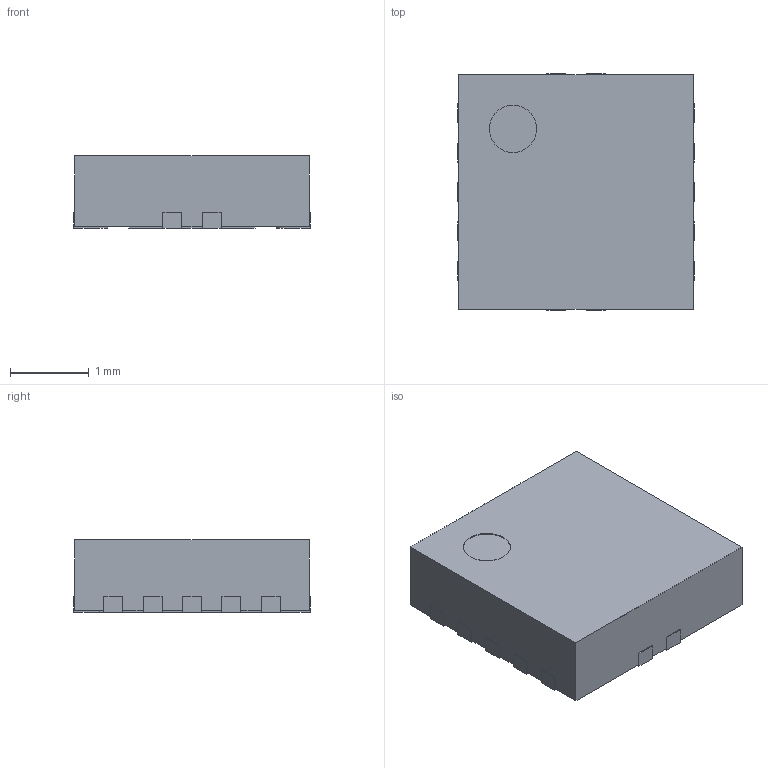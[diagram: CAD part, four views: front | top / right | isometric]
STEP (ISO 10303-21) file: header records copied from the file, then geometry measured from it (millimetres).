
FILE_DESCRIPTION(/* description */ ('model of VSON-10-1EP_3x3mm_Pitch0.5mm_ThermalPad'),/* implementation_level */ '2;1');
FILE_NAME(/* name */ 'VSON-10-1EP_3x3mm_Pitch0.5mm_ThermalPad.step',/* time_stamp */ '2017-06-20T22:27:37',/* author */ ('kicad StepUp','ksu'),/* organization */ ('FreeCAD'),/* preprocessor_version */ 'OCC',/* originating_system */ 'kicad StepUp',/* authorisation */ '');
FILE_SCHEMA(('AUTOMOTIVE_DESIGN_CC2 { 1 2 10303 214 -1 1 5 4 }'));
Length unit declared in the file: millimetre
Products named in the file (1): VSON_10_1EP_3x3mm_Pitch05mm_ThermalPad
Bounding box: 3 x 3 x 0.92 mm (x, y, z)
Volume: 8.1 mm3; surface area: 29.1 mm2
Topology: 1 solids, 1 shells, 105 faces, 306 edges, 204 vertices
Faces by surface type: plane 86, cylinder 19
Full cylindrical faces by diameter (mm): 0.6 x1
Entity records: 4187 total; most frequent: CARTESIAN_POINT 616, ORIENTED_EDGE 612, DIRECTION 556, EDGE_CURVE 306, LINE 268, VECTOR 268, VERTEX_POINT 204, AXIS2_PLACEMENT_3D 144
